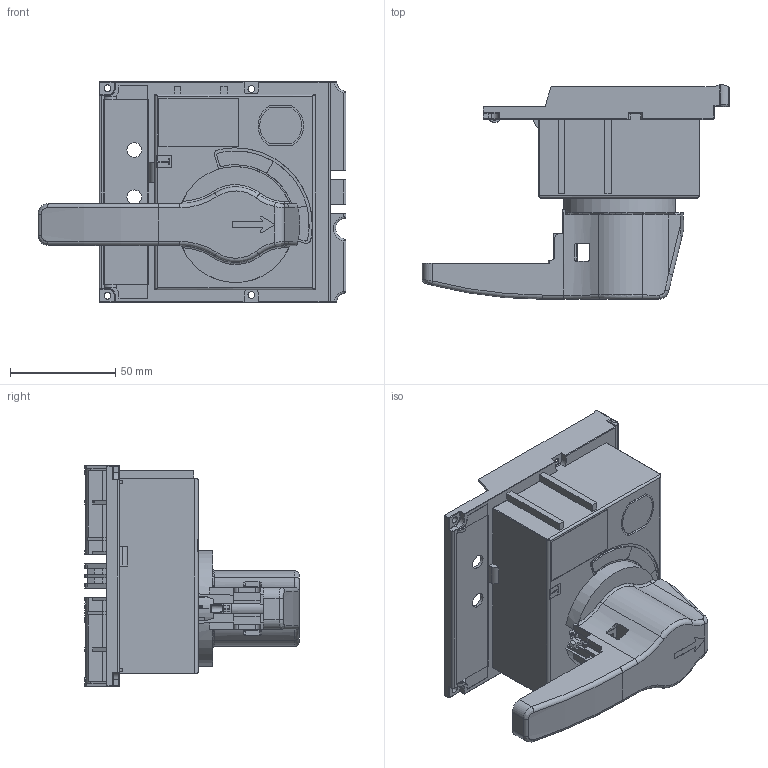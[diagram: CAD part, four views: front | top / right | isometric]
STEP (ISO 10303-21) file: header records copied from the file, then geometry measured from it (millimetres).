
FILE_DESCRIPTION((''),'2;1');
FILE_NAME('ASM0257_ASM','2021-06-28T14:48:42',('zhxmin'),(''),'CREO PARAMETRIC BY PTC INC, 2018020','CREO PARAMETRIC BY PTC INC, 2018020','');
FILE_SCHEMA(('CONFIG_CONTROL_DESIGN','SHAPE_APPEARANCE_LAYERS_GROUPS'));
Products named in the file (24): 8ZTD-310-106_SOLID_1_SOLID_1__2; 8ZTD-233-211_1_2; 8ZTD-210-127_1_2; 8ZTD-156-278_1_2; 8ZTD-206-579_1_2; GB845_ST402X19-F-Z_SOLID_1_1_2; GB845_ST402X19-F-Z_QUILT_1_1_2; 8ZTD-288-470_1_2; GB845_ST209X30-F-Z_SOLID_-319_2; GB845_ST209X30-F-Z_QUILT_-323_2; GB845_ST209X30-F-Z_SOLID_-324_2; GB845_ST209X30-F-Z_QUILT_-328_2; 8ZTD-253-223_1_2; 8ZTD-282-490_1_2; 8ZTD-253-320_SOLID_1_1_2_1_2; 8ZTD-253-320_SOLID_2_1_2_1_2; 8ZTD-253-320_SOLID_3_1_2_1_2; 8ZTD-253-320_SOLID_4_1_2_1_2; 8ZTD-253-320_SOLID_5_1_2_1_2; 8ZTD-253-320_SOLID_6_1_2_1_2; 8ZTD-253-320_SOLID_7_1_2_1_2; NM8-250ZHIJIE_1_2_ASM; PRT5024; ASM0257_ASM
Assembly tree (23 placements, depth 3):
  ASM0257_ASM
    NM8-250ZHIJIE_1_2_ASM
      8ZTD-310-106_SOLID_1_SOLID_1__2
      8ZTD-233-211_1_2
      8ZTD-210-127_1_2
      8ZTD-156-278_1_2
      8ZTD-206-579_1_2
      GB845_ST402X19-F-Z_SOLID_1_1_2
      GB845_ST402X19-F-Z_QUILT_1_1_2
      8ZTD-288-470_1_2
      GB845_ST209X30-F-Z_SOLID_-319_2
      GB845_ST209X30-F-Z_QUILT_-323_2
      GB845_ST209X30-F-Z_SOLID_-324_2
      GB845_ST209X30-F-Z_QUILT_-328_2
      8ZTD-253-223_1_2
      8ZTD-282-490_1_2
      8ZTD-253-320_SOLID_1_1_2_1_2
      8ZTD-253-320_SOLID_2_1_2_1_2
      8ZTD-253-320_SOLID_3_1_2_1_2
      8ZTD-253-320_SOLID_4_1_2_1_2
      8ZTD-253-320_SOLID_5_1_2_1_2
      8ZTD-253-320_SOLID_6_1_2_1_2
      8ZTD-253-320_SOLID_7_1_2_1_2
    PRT5024
Bounding box: 146.5 x 102 x 105 mm (x, y, z)
Volume: 184171 mm3; surface area: 182883 mm2
Topology: 19 solids, 23 shells, 2686 faces, 7464 edges, 4839 vertices
Faces by surface type: plane 1721, cylinder 684, torus 94, bspline 92, cone 67, sphere 28
Entity records: 111619 total; most frequent: CARTESIAN_POINT 25869, ORIENTED_EDGE 14824, DIRECTION 14204, EDGE_CURVE 7418, VECTOR 4916, LINE 4916, VERTEX_POINT 4833, AXIS2_PLACEMENT_3D 4644
